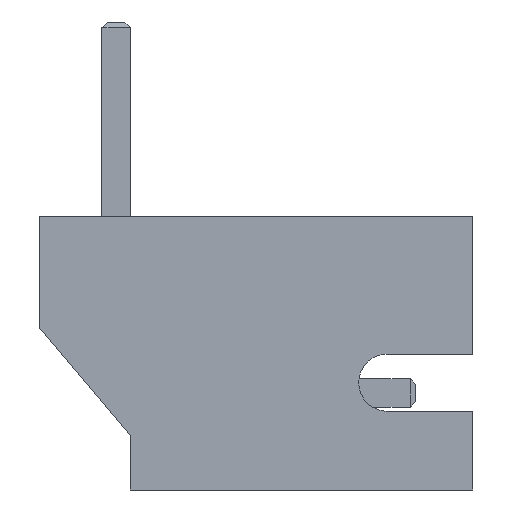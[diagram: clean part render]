
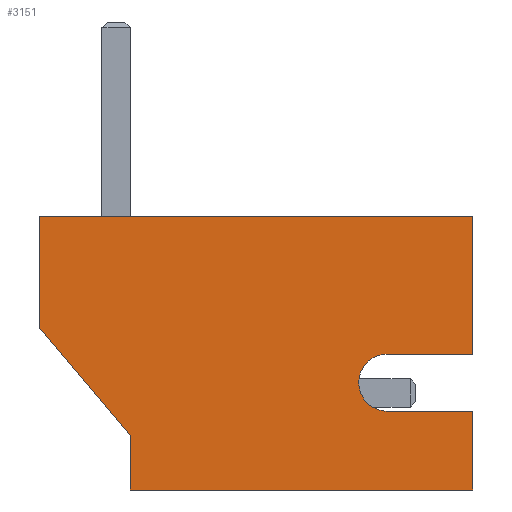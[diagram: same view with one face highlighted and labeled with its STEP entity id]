
A CAD part, left-side view. The second image highlights one B-rep face of the part: STEP entity #3151.
In plain terms, the highlighted planar face has unit normal (-1, 0, 0).
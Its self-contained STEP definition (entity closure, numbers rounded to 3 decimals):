
#14 = EDGE_CURVE ( 'NONE', #12065, #5234, #10943, .T. ) ;
#36 = ORIENTED_EDGE ( 'NONE', *, *, #7709, .F. ) ;
#171 = EDGE_CURVE ( 'NONE', #9040, #3856, #5689, .T. ) ;
#192 = CARTESIAN_POINT ( 'NONE',  ( -1.95, 4.8, -6.25 ) ) ;
#218 = CARTESIAN_POINT ( 'NONE',  ( -1.95, 3.42, -6.25 ) ) ;
#404 = VECTOR ( 'NONE', #8019, 1000. ) ;
#878 = CARTESIAN_POINT ( 'NONE',  ( -1.95, 4.8, -6.25 ) ) ;
#1107 = CARTESIAN_POINT ( 'NONE',  ( -1.95, 4.8, -6.25 ) ) ;
#1326 = DIRECTION ( 'NONE',  ( 0., 0., -1. ) ) ;
#1364 = CARTESIAN_POINT ( 'NONE',  ( -1.95, 0., -6.25 ) ) ;
#1584 = VECTOR ( 'NONE', #4560, 1000. ) ;
#1778 = DIRECTION ( 'NONE',  ( 0., 0.765, -0.644 ) ) ;
#1867 = EDGE_CURVE ( 'NONE', #6130, #5336, #8716, .T. ) ;
#2249 = ORIENTED_EDGE ( 'NONE', *, *, #7822, .T. ) ;
#2312 = CARTESIAN_POINT ( 'NONE',  ( -1.95, 4.8, -6.25 ) ) ;
#2496 = DIRECTION ( 'NONE',  ( 1., 0., 0. ) ) ;
#2572 = VERTEX_POINT ( 'NONE', #1107 ) ;
#2601 = ORIENTED_EDGE ( 'NONE', *, *, #171, .T. ) ;
#2631 = DIRECTION ( 'NONE',  ( 0., 1., 0. ) ) ;
#2685 = FACE_OUTER_BOUND ( 'NONE', #8892, .T. ) ;
#2904 = LINE ( 'NONE', #192, #8691 ) ;
#2912 = EDGE_CURVE ( 'NONE', #5234, #6130, #3490, .T. ) ;
#3151 = ADVANCED_FACE ( 'NONE', ( #2685 ), #8311, .F. ) ;
#3271 = LINE ( 'NONE', #2312, #404 ) ;
#3291 = LINE ( 'NONE', #7068, #12250 ) ;
#3490 = CIRCLE ( 'NONE', #10427, 0.5 ) ;
#3565 = VECTOR ( 'NONE', #9001, 1000. ) ;
#3856 = VERTEX_POINT ( 'NONE', #9466 ) ;
#3858 = VECTOR ( 'NONE', #1326, 1000. ) ;
#3941 = CARTESIAN_POINT ( 'NONE',  ( -1.95, 3.85, -0.25 ) ) ;
#3979 = VERTEX_POINT ( 'NONE', #7973 ) ;
#3985 = EDGE_CURVE ( 'NONE', #4251, #3979, #3291, .T. ) ;
#4035 = CARTESIAN_POINT ( 'NONE',  ( -1.95, 0., -6.25 ) ) ;
#4167 = CARTESIAN_POINT ( 'NONE',  ( -1.95, 3.42, -4.75 ) ) ;
#4251 = VERTEX_POINT ( 'NONE', #3941 ) ;
#4519 = CARTESIAN_POINT ( 'NONE',  ( -1.95, 0., 1.35 ) ) ;
#4557 = LINE ( 'NONE', #878, #10208 ) ;
#4560 = DIRECTION ( 'NONE',  ( 0., 1., 0. ) ) ;
#5234 = VERTEX_POINT ( 'NONE', #9964 ) ;
#5253 = DIRECTION ( 'NONE',  ( 0., 1., 0. ) ) ;
#5336 = VERTEX_POINT ( 'NONE', #10454 ) ;
#5582 = CARTESIAN_POINT ( 'NONE',  ( -1.95, 3.85, -0.25 ) ) ;
#5587 = CARTESIAN_POINT ( 'NONE',  ( -1.95, 2.42, -6.25 ) ) ;
#5689 = LINE ( 'NONE', #7474, #1584 ) ;
#5817 = EDGE_CURVE ( 'NONE', #2572, #3979, #3271, .T. ) ;
#6064 = DIRECTION ( 'NONE',  ( 0., 1., 0. ) ) ;
#6103 = AXIS2_PLACEMENT_3D ( 'NONE', #12049, #2496, #11182 ) ;
#6130 = VERTEX_POINT ( 'NONE', #4167 ) ;
#6173 = CARTESIAN_POINT ( 'NONE',  ( -1.95, 2.92, -4.75 ) ) ;
#6283 = VERTEX_POINT ( 'NONE', #4035 ) ;
#6424 = ORIENTED_EDGE ( 'NONE', *, *, #8435, .T. ) ;
#6672 = ORIENTED_EDGE ( 'NONE', *, *, #3985, .T. ) ;
#6781 = VECTOR ( 'NONE', #1778, 1000. ) ;
#6866 = DIRECTION ( 'NONE',  ( 0., 1., 0. ) ) ;
#7049 = LINE ( 'NONE', #1364, #3565 ) ;
#7068 = CARTESIAN_POINT ( 'NONE',  ( -1.95, 4.8, -0.25 ) ) ;
#7474 = CARTESIAN_POINT ( 'NONE',  ( -1.95, 0., 1.35 ) ) ;
#7623 = LINE ( 'NONE', #5582, #6781 ) ;
#7709 = EDGE_CURVE ( 'NONE', #5336, #2572, #2904, .T. ) ;
#7822 = EDGE_CURVE ( 'NONE', #6283, #9040, #7049, .T. ) ;
#7973 = CARTESIAN_POINT ( 'NONE',  ( -1.95, 4.8, -0.25 ) ) ;
#8019 = DIRECTION ( 'NONE',  ( 0., 0., 1. ) ) ;
#8311 = PLANE ( 'NONE',  #6103 ) ;
#8435 = EDGE_CURVE ( 'NONE', #3856, #4251, #7623, .T. ) ;
#8691 = VECTOR ( 'NONE', #6866, 1000. ) ;
#8716 = LINE ( 'NONE', #218, #3858 ) ;
#8892 = EDGE_LOOP ( 'NONE', ( #36, #10603, #12218, #10995, #11163, #2249, #2601, #6424, #6672, #9389 ) ) ;
#9001 = DIRECTION ( 'NONE',  ( 0., 0., 1. ) ) ;
#9040 = VERTEX_POINT ( 'NONE', #4519 ) ;
#9389 = ORIENTED_EDGE ( 'NONE', *, *, #5817, .F. ) ;
#9466 = CARTESIAN_POINT ( 'NONE',  ( -1.95, 1.95, 1.35 ) ) ;
#9796 = EDGE_CURVE ( 'NONE', #6283, #12065, #4557, .T. ) ;
#9943 = DIRECTION ( 'NONE',  ( -1., 0., 0. ) ) ;
#9956 = CARTESIAN_POINT ( 'NONE',  ( -1.95, 2.42, -6.25 ) ) ;
#9964 = CARTESIAN_POINT ( 'NONE',  ( -1.95, 2.42, -4.75 ) ) ;
#10208 = VECTOR ( 'NONE', #2631, 1000. ) ;
#10427 = AXIS2_PLACEMENT_3D ( 'NONE', #6173, #9943, #6064 ) ;
#10454 = CARTESIAN_POINT ( 'NONE',  ( -1.95, 3.42, -6.25 ) ) ;
#10499 = VECTOR ( 'NONE', #11075, 1000. ) ;
#10603 = ORIENTED_EDGE ( 'NONE', *, *, #1867, .F. ) ;
#10943 = LINE ( 'NONE', #9956, #10499 ) ;
#10995 = ORIENTED_EDGE ( 'NONE', *, *, #14, .F. ) ;
#11075 = DIRECTION ( 'NONE',  ( 0., 0., 1. ) ) ;
#11163 = ORIENTED_EDGE ( 'NONE', *, *, #9796, .F. ) ;
#11182 = DIRECTION ( 'NONE',  ( 0., -1., 0. ) ) ;
#12049 = CARTESIAN_POINT ( 'NONE',  ( -1.95, 4.8, -6.25 ) ) ;
#12065 = VERTEX_POINT ( 'NONE', #5587 ) ;
#12218 = ORIENTED_EDGE ( 'NONE', *, *, #2912, .F. ) ;
#12250 = VECTOR ( 'NONE', #5253, 1000. ) ;
